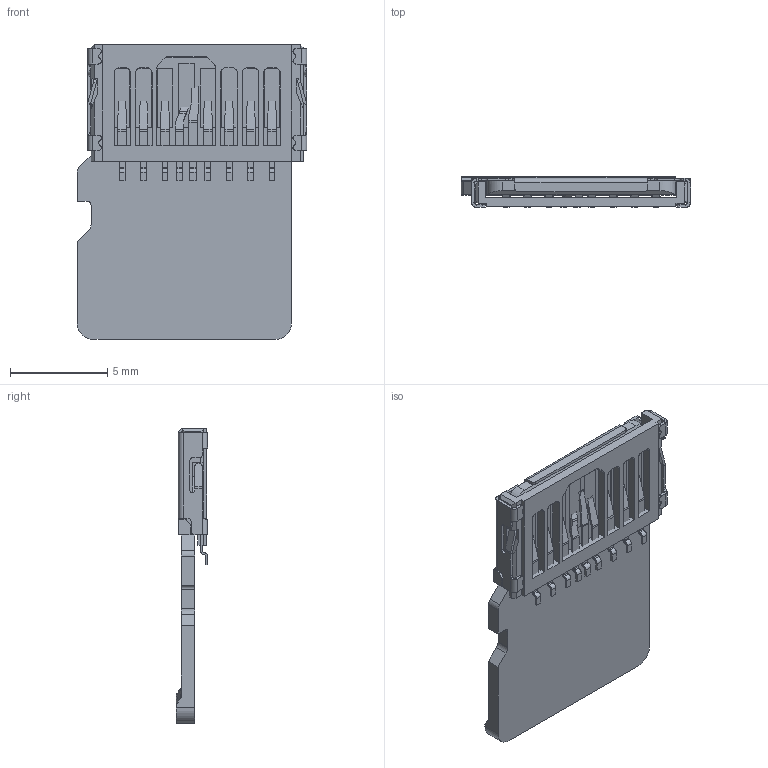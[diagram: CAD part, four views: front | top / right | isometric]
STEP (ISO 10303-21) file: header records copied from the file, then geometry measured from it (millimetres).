
FILE_DESCRIPTION(('STEP AP242'),'1');
FILE_NAME('xktf-0803-0.stp','2024-12-11T13:41:41',('TraceParts'),('TraceParts S.A.'),'Spatial InterOp 3D',' ',' ');
FILE_SCHEMA(('AP242_MANAGED_MODEL_BASED_3D_ENGINEERING_MIM_LF {1 0 10303 442 1 1 4}'));
Length unit declared in the file: millimetre
Products named in the file (1): xktf-0803-0_1
Bounding box: 11.78 x 1.6 x 15.15 mm (x, y, z)
Volume: 145 mm3; surface area: 685.8 mm2
Topology: 12 solids, 12 shells, 1220 faces, 2948 edges, 1760 vertices
Faces by surface type: plane 670, cylinder 449, torus 74, bspline 24, cone 3
Entity records: 35749 total; most frequent: CARTESIAN_POINT 6744, DIRECTION 6360, ORIENTED_EDGE 5896, EDGE_CURVE 2948, AXIS2_PLACEMENT_3D 2232, LINE 1896, VECTOR 1896, VERTEX_POINT 1760
